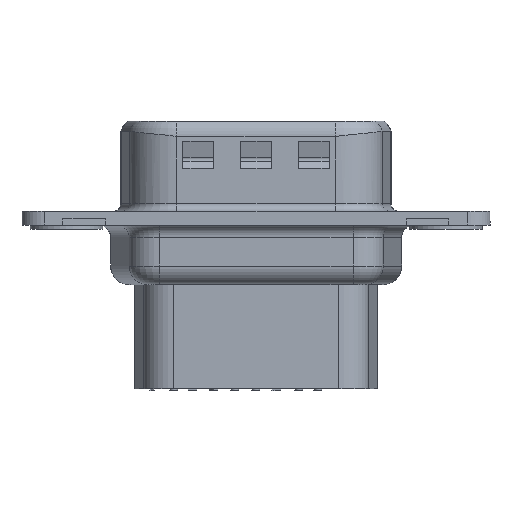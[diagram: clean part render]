
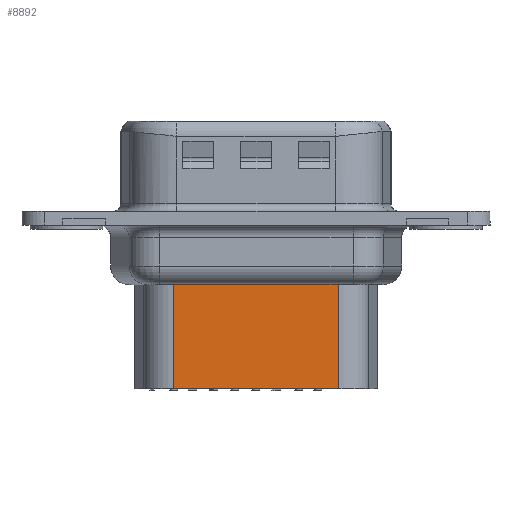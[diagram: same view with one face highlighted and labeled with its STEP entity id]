
A CAD part, front view. The second image highlights one B-rep face of the part: STEP entity #8892.
In plain terms, the highlighted planar face has unit normal (0, -1, 0).
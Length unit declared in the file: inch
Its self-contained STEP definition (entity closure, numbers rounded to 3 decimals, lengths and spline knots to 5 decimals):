
#51 = VECTOR ( 'NONE', #59, 39.37008 ) ;
#59 = DIRECTION ( 'NONE',  ( 0., 0., -1. ) ) ;
#195 = DIRECTION ( 'NONE',  ( 1., 0., 0. ) ) ;
#431 = CARTESIAN_POINT ( 'NONE',  ( -0.055, -0.143, 0.286 ) ) ;
#630 = CARTESIAN_POINT ( 'NONE',  ( 0., -0.143, 0.298 ) ) ;
#817 = LINE ( 'NONE', #630, #6256 ) ;
#1051 = VERTEX_POINT ( 'NONE', #2780 ) ;
#1496 = ORIENTED_EDGE ( 'NONE', *, *, #24175, .T. ) ;
#1600 = CARTESIAN_POINT ( 'NONE',  ( -0.21434, -0.143, 0.286 ) ) ;
#2113 = LINE ( 'NONE', #12024, #20657 ) ;
#2236 = LINE ( 'NONE', #15716, #7712 ) ;
#2294 = CARTESIAN_POINT ( 'NONE',  ( -0.055, -0.143, 0.343 ) ) ;
#2618 = EDGE_CURVE ( 'NONE', #15262, #7592, #26171, .T. ) ;
#2780 = CARTESIAN_POINT ( 'NONE',  ( -0.21434, -0.143, 0.286 ) ) ;
#3437 = EDGE_CURVE ( 'NONE', #4582, #5155, #2113, .T. ) ;
#3445 = LINE ( 'NONE', #26627, #15825 ) ;
#3808 = CARTESIAN_POINT ( 'NONE',  ( -0.21434, -0.143, 0.286 ) ) ;
#4154 = CARTESIAN_POINT ( 'NONE',  ( 0.045, -0.143, 0.298 ) ) ;
#4425 = EDGE_CURVE ( 'NONE', #1051, #13672, #5332, .T. ) ;
#4582 = VERTEX_POINT ( 'NONE', #9660 ) ;
#4589 = VECTOR ( 'NONE', #24859, 39.37008 ) ;
#5155 = VERTEX_POINT ( 'NONE', #26227 ) ;
#5240 = VECTOR ( 'NONE', #13868, 39.37008 ) ;
#5332 = LINE ( 'NONE', #1600, #4589 ) ;
#5514 = CARTESIAN_POINT ( 'NONE',  ( -0.045, -0.143, 0.298 ) ) ;
#5552 = VECTOR ( 'NONE', #20688, 39.37008 ) ;
#6192 = LINE ( 'NONE', #25423, #17831 ) ;
#6256 = VECTOR ( 'NONE', #28621, 39.37008 ) ;
#6554 = ORIENTED_EDGE ( 'NONE', *, *, #13138, .F. ) ;
#6756 = CARTESIAN_POINT ( 'NONE',  ( -0.21434, -0.143, 0.286 ) ) ;
#6823 = CARTESIAN_POINT ( 'NONE',  ( 0.055, -0.143, 0.286 ) ) ;
#7592 = VERTEX_POINT ( 'NONE', #26518 ) ;
#7712 = VECTOR ( 'NONE', #24958, 39.37008 ) ;
#7989 = ORIENTED_EDGE ( 'NONE', *, *, #20420, .T. ) ;
#8892 = ADVANCED_FACE ( 'NONE', ( #19665 ), #22064, .F. ) ;
#9041 = VECTOR ( 'NONE', #20403, 39.37008 ) ;
#9368 = CARTESIAN_POINT ( 'NONE',  ( 0.21434, -0.143, 0.286 ) ) ;
#9436 = AXIS2_PLACEMENT_3D ( 'NONE', #19754, #15063, #24412 ) ;
#9601 = ORIENTED_EDGE ( 'NONE', *, *, #2618, .T. ) ;
#9660 = CARTESIAN_POINT ( 'NONE',  ( -0.045, -0.143, 0.34014 ) ) ;
#10202 = EDGE_LOOP ( 'NONE', ( #9601, #12364, #24629, #7989, #11244, #14571, #27621, #1496, #28338, #6554, #14718, #24462 ) ) ;
#10350 = DIRECTION ( 'NONE',  ( 0., 0., -1. ) ) ;
#11244 = ORIENTED_EDGE ( 'NONE', *, *, #3437, .T. ) ;
#11672 = LINE ( 'NONE', #3808, #29566 ) ;
#12024 = CARTESIAN_POINT ( 'NONE',  ( -0.21367, -0.143, 0.34014 ) ) ;
#12364 = ORIENTED_EDGE ( 'NONE', *, *, #23116, .T. ) ;
#12862 = LINE ( 'NONE', #26655, #24497 ) ;
#13138 = EDGE_CURVE ( 'NONE', #22439, #25194, #2236, .T. ) ;
#13236 = EDGE_CURVE ( 'NONE', #15262, #13533, #17869, .T. ) ;
#13533 = VERTEX_POINT ( 'NONE', #6823 ) ;
#13672 = VERTEX_POINT ( 'NONE', #431 ) ;
#13868 = DIRECTION ( 'NONE',  ( 0., 0., -1. ) ) ;
#14528 = VERTEX_POINT ( 'NONE', #4154 ) ;
#14571 = ORIENTED_EDGE ( 'NONE', *, *, #22390, .T. ) ;
#14718 = ORIENTED_EDGE ( 'NONE', *, *, #25508, .F. ) ;
#15063 = DIRECTION ( 'NONE',  ( 0., 1., 0. ) ) ;
#15262 = VERTEX_POINT ( 'NONE', #17613 ) ;
#15470 = VERTEX_POINT ( 'NONE', #5514 ) ;
#15716 = CARTESIAN_POINT ( 'NONE',  ( 0.21434, -0.143, 0.286 ) ) ;
#15728 = CARTESIAN_POINT ( 'NONE',  ( -0.21367, -0.143, 0.34014 ) ) ;
#15825 = VECTOR ( 'NONE', #24538, 39.37008 ) ;
#16295 = CARTESIAN_POINT ( 'NONE',  ( 0.055, -0.143, 0.343 ) ) ;
#16349 = VERTEX_POINT ( 'NONE', #28786 ) ;
#17613 = CARTESIAN_POINT ( 'NONE',  ( 0.055, -0.143, 0.34014 ) ) ;
#17745 = DIRECTION ( 'NONE',  ( 1., 0., 0. ) ) ;
#17831 = VECTOR ( 'NONE', #195, 39.37008 ) ;
#17869 = LINE ( 'NONE', #16295, #51 ) ;
#19665 = FACE_OUTER_BOUND ( 'NONE', #10202, .T. ) ;
#19754 = CARTESIAN_POINT ( 'NONE',  ( -0.21434, -0.143, 0.286 ) ) ;
#20403 = DIRECTION ( 'NONE',  ( -1., 0., 0. ) ) ;
#20420 = EDGE_CURVE ( 'NONE', #15470, #4582, #3445, .T. ) ;
#20657 = VECTOR ( 'NONE', #25982, 39.37008 ) ;
#20688 = DIRECTION ( 'NONE',  ( 0., 0., -1. ) ) ;
#22064 = PLANE ( 'NONE',  #9436 ) ;
#22390 = EDGE_CURVE ( 'NONE', #5155, #13672, #30059, .T. ) ;
#22439 = VERTEX_POINT ( 'NONE', #9368 ) ;
#23065 = CARTESIAN_POINT ( 'NONE',  ( 0.21434, -0.143, 0. ) ) ;
#23116 = EDGE_CURVE ( 'NONE', #7592, #14528, #12862, .T. ) ;
#24175 = EDGE_CURVE ( 'NONE', #1051, #16349, #29630, .T. ) ;
#24412 = DIRECTION ( 'NONE',  ( -1., 0., 0. ) ) ;
#24462 = ORIENTED_EDGE ( 'NONE', *, *, #13236, .F. ) ;
#24497 = VECTOR ( 'NONE', #10350, 39.37008 ) ;
#24538 = DIRECTION ( 'NONE',  ( 0., 0., 1. ) ) ;
#24629 = ORIENTED_EDGE ( 'NONE', *, *, #24806, .T. ) ;
#24806 = EDGE_CURVE ( 'NONE', #14528, #15470, #817, .T. ) ;
#24859 = DIRECTION ( 'NONE',  ( 1., 0., 0. ) ) ;
#24958 = DIRECTION ( 'NONE',  ( 0., 0., -1. ) ) ;
#25194 = VERTEX_POINT ( 'NONE', #23065 ) ;
#25423 = CARTESIAN_POINT ( 'NONE',  ( -0.21434, -0.143, 0. ) ) ;
#25508 = EDGE_CURVE ( 'NONE', #13533, #22439, #11672, .T. ) ;
#25982 = DIRECTION ( 'NONE',  ( -1., 0., 0. ) ) ;
#26171 = LINE ( 'NONE', #15728, #9041 ) ;
#26227 = CARTESIAN_POINT ( 'NONE',  ( -0.055, -0.143, 0.34014 ) ) ;
#26518 = CARTESIAN_POINT ( 'NONE',  ( 0.045, -0.143, 0.34014 ) ) ;
#26627 = CARTESIAN_POINT ( 'NONE',  ( -0.045, -0.143, 0.298 ) ) ;
#26655 = CARTESIAN_POINT ( 'NONE',  ( 0.045, -0.143, 0.298 ) ) ;
#27177 = EDGE_CURVE ( 'NONE', #16349, #25194, #6192, .T. ) ;
#27621 = ORIENTED_EDGE ( 'NONE', *, *, #4425, .F. ) ;
#28338 = ORIENTED_EDGE ( 'NONE', *, *, #27177, .T. ) ;
#28621 = DIRECTION ( 'NONE',  ( -1., 0., 0. ) ) ;
#28786 = CARTESIAN_POINT ( 'NONE',  ( -0.21434, -0.143, 0. ) ) ;
#29566 = VECTOR ( 'NONE', #17745, 39.37008 ) ;
#29630 = LINE ( 'NONE', #6756, #5552 ) ;
#30059 = LINE ( 'NONE', #2294, #5240 ) ;
